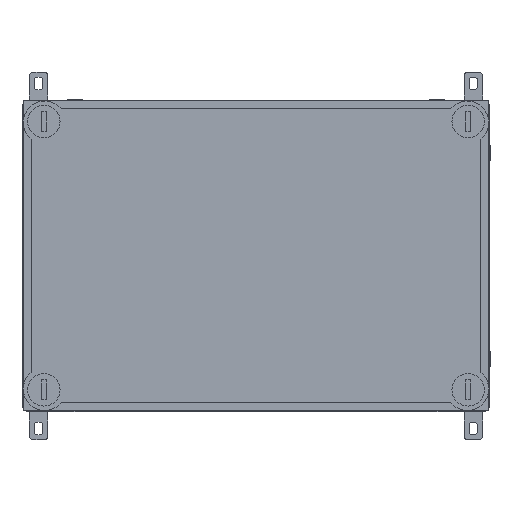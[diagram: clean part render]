
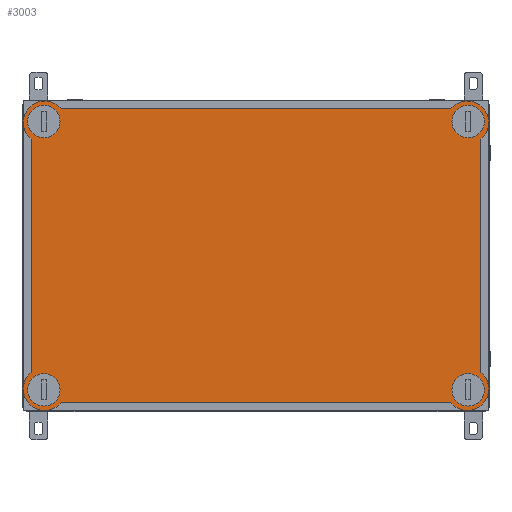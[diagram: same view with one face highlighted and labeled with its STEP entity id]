
A CAD part, top view. The second image highlights one B-rep face of the part: STEP entity #3003.
In plain terms, the highlighted planar face has unit normal (0, 0, 1).
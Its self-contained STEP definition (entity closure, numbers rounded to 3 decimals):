
#3003 = ADVANCED_FACE( '', ( #7235, #7236, #7237, #7238, #7239 ), #7240, .T. );
#7235 = FACE_BOUND( '', #13213, .T. );
#7236 = FACE_BOUND( '', #13214, .T. );
#7237 = FACE_BOUND( '', #13215, .T. );
#7238 = FACE_BOUND( '', #13216, .T. );
#7239 = FACE_OUTER_BOUND( '', #13217, .T. );
#7240 = PLANE( '', #13218 );
#13213 = EDGE_LOOP( '', ( #22251 ) );
#13214 = EDGE_LOOP( '', ( #22252 ) );
#13215 = EDGE_LOOP( '', ( #22253 ) );
#13216 = EDGE_LOOP( '', ( #22254 ) );
#13217 = EDGE_LOOP( '', ( #22255, #22256, #22257, #22258, #22259, #22260, #22261, #22262 ) );
#13218 = AXIS2_PLACEMENT_3D( '', #22263, #22264, #22265 );
#22251 = ORIENTED_EDGE( '', *, *, #35054, .F. );
#22252 = ORIENTED_EDGE( '', *, *, #32881, .F. );
#22253 = ORIENTED_EDGE( '', *, *, #35056, .F. );
#22254 = ORIENTED_EDGE( '', *, *, #35057, .F. );
#22255 = ORIENTED_EDGE( '', *, *, #35058, .T. );
#22256 = ORIENTED_EDGE( '', *, *, #33449, .T. );
#22257 = ORIENTED_EDGE( '', *, *, #35059, .T. );
#22258 = ORIENTED_EDGE( '', *, *, #32863, .T. );
#22259 = ORIENTED_EDGE( '', *, *, #32426, .F. );
#22260 = ORIENTED_EDGE( '', *, *, #33294, .T. );
#22261 = ORIENTED_EDGE( '', *, *, #35060, .F. );
#22262 = ORIENTED_EDGE( '', *, *, #32771, .T. );
#22263 = CARTESIAN_POINT( '', ( 0., 0., 30. ) );
#22264 = DIRECTION( '', ( 0., 0., 1. ) );
#22265 = DIRECTION( '', ( 1., 0., 0. ) );
#32426 = EDGE_CURVE( '', #38440, #38441, #38442, .T. );
#32771 = EDGE_CURVE( '', #39066, #39068, #39070, .T. );
#32863 = EDGE_CURVE( '', #39221, #38441, #39223, .T. );
#32881 = EDGE_CURVE( '', #39251, #39251, #39252, .T. );
#33294 = EDGE_CURVE( '', #38440, #39958, #39960, .T. );
#33449 = EDGE_CURVE( '', #40224, #40222, #40225, .T. );
#35054 = EDGE_CURVE( '', #42811, #42811, #42812, .T. );
#35056 = EDGE_CURVE( '', #42814, #42814, #42815, .T. );
#35057 = EDGE_CURVE( '', #42816, #42816, #42817, .T. );
#35058 = EDGE_CURVE( '', #39068, #40224, #42818, .T. );
#35059 = EDGE_CURVE( '', #40222, #39221, #42819, .T. );
#35060 = EDGE_CURVE( '', #39066, #39958, #42820, .T. );
#38440 = VERTEX_POINT( '', #47175 );
#38441 = VERTEX_POINT( '', #47176 );
#38442 = LINE( '', #47177, #47178 );
#39066 = VERTEX_POINT( '', #48001 );
#39068 = VERTEX_POINT( '', #48004 );
#39070 = CIRCLE( '', #48007, 17.18 );
#39221 = VERTEX_POINT( '', #48202 );
#39223 = CIRCLE( '', #48205, 17.18 );
#39251 = VERTEX_POINT( '', #48237 );
#39252 = CIRCLE( '', #48238, 13. );
#39958 = VERTEX_POINT( '', #49165 );
#39960 = CIRCLE( '', #49168, 17.18 );
#40222 = VERTEX_POINT( '', #49507 );
#40224 = VERTEX_POINT( '', #49510 );
#40225 = CIRCLE( '', #49511, 17.18 );
#42811 = VERTEX_POINT( '', #52910 );
#42812 = CIRCLE( '', #52911, 13. );
#42814 = VERTEX_POINT( '', #52913 );
#42815 = CIRCLE( '', #52914, 13. );
#42816 = VERTEX_POINT( '', #52915 );
#42817 = CIRCLE( '', #52916, 13. );
#42818 = LINE( '', #52917, #52918 );
#42819 = LINE( '', #52919, #52920 );
#42820 = LINE( '', #52921, #52922 );
#47175 = CARTESIAN_POINT( '', ( 342.439, 6.4, 30. ) );
#47176 = CARTESIAN_POINT( '', ( 30.561, 6.4, 30. ) );
#47177 = CARTESIAN_POINT( '', ( 373., 6.4, 30. ) );
#47178 = VECTOR( '', #58264, 1000. );
#48001 = CARTESIAN_POINT( '', ( 366.6, 217.439, 30. ) );
#48004 = CARTESIAN_POINT( '', ( 342.439, 241.6, 30. ) );
#48007 = AXIS2_PLACEMENT_3D( '', #58739, #58740, #58741 );
#48202 = CARTESIAN_POINT( '', ( 6.4, 30.561, 30. ) );
#48205 = AXIS2_PLACEMENT_3D( '', #58856, #58857, #58858 );
#48237 = CARTESIAN_POINT( '', ( 29.5, 16.5, 30. ) );
#48238 = AXIS2_PLACEMENT_3D( '', #58884, #58885, #58886 );
#49165 = CARTESIAN_POINT( '', ( 366.6, 30.561, 30. ) );
#49168 = AXIS2_PLACEMENT_3D( '', #59409, #59410, #59411 );
#49507 = CARTESIAN_POINT( '', ( 6.4, 217.439, 30. ) );
#49510 = CARTESIAN_POINT( '', ( 30.561, 241.6, 30. ) );
#49511 = AXIS2_PLACEMENT_3D( '', #59625, #59626, #59627 );
#52910 = CARTESIAN_POINT( '', ( 29.5, 231.5, 30. ) );
#52911 = AXIS2_PLACEMENT_3D( '', #61719, #61720, #61721 );
#52913 = CARTESIAN_POINT( '', ( 369.5, 16.5, 30. ) );
#52914 = AXIS2_PLACEMENT_3D( '', #61722, #61723, #61724 );
#52915 = CARTESIAN_POINT( '', ( 369.5, 231.5, 30. ) );
#52916 = AXIS2_PLACEMENT_3D( '', #61725, #61726, #61727 );
#52917 = CARTESIAN_POINT( '', ( 373., 241.6, 30. ) );
#52918 = VECTOR( '', #61728, 1000. );
#52919 = CARTESIAN_POINT( '', ( 6.4, 248., 30. ) );
#52920 = VECTOR( '', #61729, 1000. );
#52921 = CARTESIAN_POINT( '', ( 366.6, 248., 30. ) );
#52922 = VECTOR( '', #61730, 1000. );
#58264 = DIRECTION( '', ( -1., 0., 0. ) );
#58739 = CARTESIAN_POINT( '', ( 355.8, 230.8, 30. ) );
#58740 = DIRECTION( '', ( 0., 0., 1. ) );
#58741 = DIRECTION( '', ( 1., 0., 0. ) );
#58856 = CARTESIAN_POINT( '', ( 17.2, 17.2, 30. ) );
#58857 = DIRECTION( '', ( 0., 0., 1. ) );
#58858 = DIRECTION( '', ( 1., 0., 0. ) );
#58884 = CARTESIAN_POINT( '', ( 16.5, 16.5, 30. ) );
#58885 = DIRECTION( '', ( 0., 0., 1. ) );
#58886 = DIRECTION( '', ( 1., 0., 0. ) );
#59409 = CARTESIAN_POINT( '', ( 355.8, 17.2, 30. ) );
#59410 = DIRECTION( '', ( 0., 0., 1. ) );
#59411 = DIRECTION( '', ( 1., 0., 0. ) );
#59625 = CARTESIAN_POINT( '', ( 17.2, 230.8, 30. ) );
#59626 = DIRECTION( '', ( 0., 0., 1. ) );
#59627 = DIRECTION( '', ( 1., 0., 0. ) );
#61719 = CARTESIAN_POINT( '', ( 16.5, 231.5, 30. ) );
#61720 = DIRECTION( '', ( 0., 0., 1. ) );
#61721 = DIRECTION( '', ( 1., 0., 0. ) );
#61722 = CARTESIAN_POINT( '', ( 356.5, 16.5, 30. ) );
#61723 = DIRECTION( '', ( 0., 0., 1. ) );
#61724 = DIRECTION( '', ( 1., 0., 0. ) );
#61725 = CARTESIAN_POINT( '', ( 356.5, 231.5, 30. ) );
#61726 = DIRECTION( '', ( 0., 0., 1. ) );
#61727 = DIRECTION( '', ( 1., 0., 0. ) );
#61728 = DIRECTION( '', ( -1., 0., 0. ) );
#61729 = DIRECTION( '', ( 0., -1., 0. ) );
#61730 = DIRECTION( '', ( 0., -1., 0. ) );
